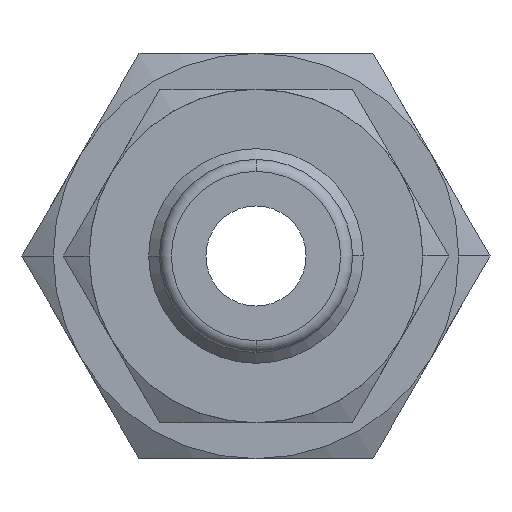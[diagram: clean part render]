
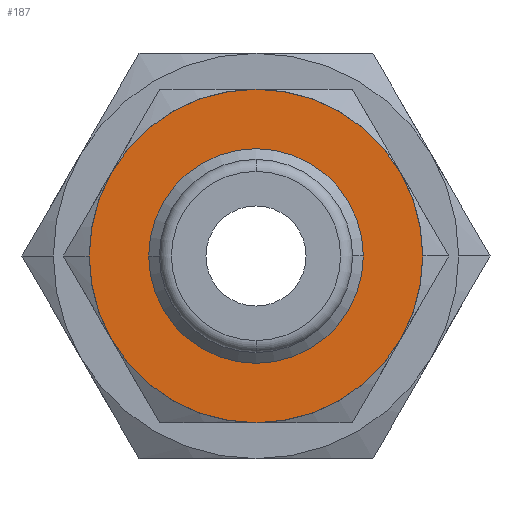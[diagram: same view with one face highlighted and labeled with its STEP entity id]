
A CAD part, front view. The second image highlights one B-rep face of the part: STEP entity #187.
In plain terms, the highlighted planar face has unit normal (0, -1, 0).
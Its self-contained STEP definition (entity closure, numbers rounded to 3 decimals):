
#187=ADVANCED_FACE('',(#384,#385),#386,.T.);
#384=FACE_OUTER_BOUND('',#591,.T.);
#385=FACE_BOUND('',#592,.T.);
#386=PLANE('',#593);
#591=EDGE_LOOP('',(#1052,#1053));
#592=EDGE_LOOP('',(#1054,#1055));
#593=AXIS2_PLACEMENT_3D('',#1056,#1057,#1058);
#1052=ORIENTED_EDGE('',*,*,#1412,.T.);
#1053=ORIENTED_EDGE('',*,*,#1353,.T.);
#1054=ORIENTED_EDGE('',*,*,#1413,.F.);
#1055=ORIENTED_EDGE('',*,*,#1414,.F.);
#1056=CARTESIAN_POINT('',(0.0,14.0,0.0));
#1057=DIRECTION('',(0.0,-1.0,0.0));
#1058=DIRECTION('',(-1.0,0.0,0.0));
#1353=EDGE_CURVE('',#1674,#1671,#1675,.T.);
#1412=EDGE_CURVE('',#1671,#1674,#1742,.T.);
#1413=EDGE_CURVE('',#1743,#1744,#1745,.T.);
#1414=EDGE_CURVE('',#1744,#1743,#1746,.T.);
#1671=VERTEX_POINT('',#2398);
#1674=VERTEX_POINT('',#2402);
#1675=CIRCLE('',#2403,6.995);
#1742=CIRCLE('',#2532,6.995);
#1743=VERTEX_POINT('',#2533);
#1744=VERTEX_POINT('',#2534);
#1745=CIRCLE('',#2535,4.5);
#1746=CIRCLE('',#2536,4.5);
#2398=CARTESIAN_POINT('',(6.995,14.0,0.0));
#2402=CARTESIAN_POINT('',(-6.995,14.0,0.));
#2403=AXIS2_PLACEMENT_3D('',#2757,#2758,#2759);
#2532=AXIS2_PLACEMENT_3D('',#2842,#2843,#2844);
#2533=CARTESIAN_POINT('',(-4.5,14.0,0.));
#2534=CARTESIAN_POINT('',(4.5,14.0,0.));
#2535=AXIS2_PLACEMENT_3D('',#2845,#2846,#2847);
#2536=AXIS2_PLACEMENT_3D('',#2848,#2849,#2850);
#2757=CARTESIAN_POINT('',(0.0,14.0,0.0));
#2758=DIRECTION('',(0.0,-1.0,0.0));
#2759=DIRECTION('',(1.0,0.0,0.0));
#2842=CARTESIAN_POINT('',(0.0,14.0,0.0));
#2843=DIRECTION('',(0.0,-1.0,0.0));
#2844=DIRECTION('',(1.0,0.0,0.0));
#2845=CARTESIAN_POINT('',(0.0,14.0,0.0));
#2846=DIRECTION('',(0.0,-1.0,0.0));
#2847=DIRECTION('',(1.0,0.0,0.0));
#2848=CARTESIAN_POINT('',(0.0,14.0,0.0));
#2849=DIRECTION('',(0.0,-1.0,0.0));
#2850=DIRECTION('',(1.0,0.0,0.0));
